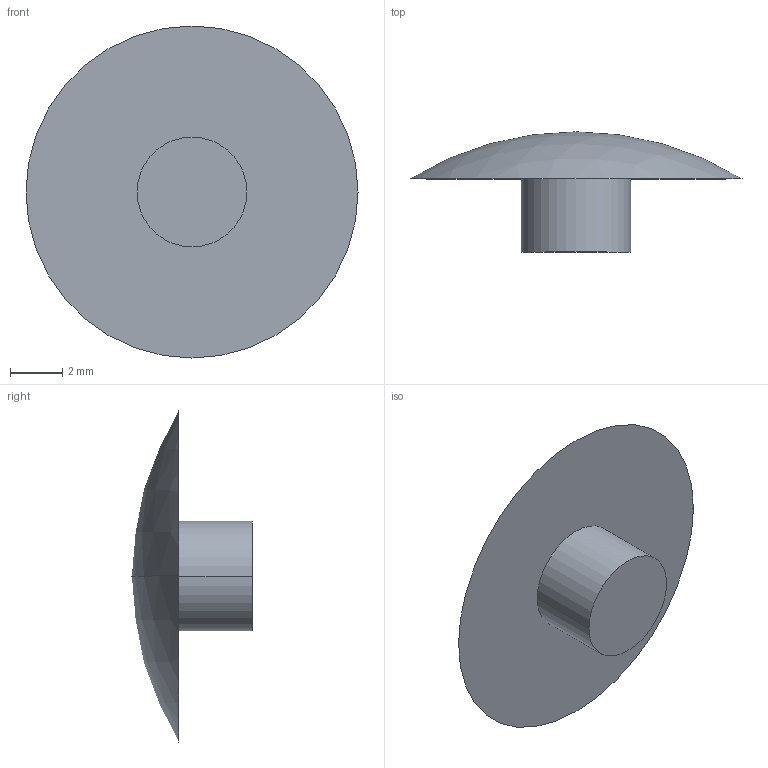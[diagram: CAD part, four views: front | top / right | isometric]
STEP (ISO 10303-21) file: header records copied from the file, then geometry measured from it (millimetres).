
FILE_DESCRIPTION (( 'STEP AP203' ), '1' );
FILE_NAME ('A19_04-PVC.STEP', '2024-04-30T10:22:59', ( '' ), ( '' ), 'SwSTEP 2.0', 'SolidWorks 2019', '' );
FILE_SCHEMA (( 'CONFIG_CONTROL_DESIGN' ));
Length unit declared in the file: millimetre
Products named in the file (1): A19_04-PVC
Bounding box: 12.7 x 4.6 x 12.7 mm (x, y, z)
Volume: 155.9 mm3; surface area: 300.5 mm2
Topology: 1 solids, 1 shells, 6 faces, 10 edges, 7 vertices
Faces by surface type: cylinder 2, sphere 2, plane 2
Entity records: 227 total; most frequent: DIRECTION 32, CARTESIAN_POINT 24, ORIENTED_EDGE 20, AXIS2_PLACEMENT_3D 15, EDGE_CURVE 10, CIRCLE 8, PERSON_AND_ORGANIZATION 8, VERTEX_POINT 7
